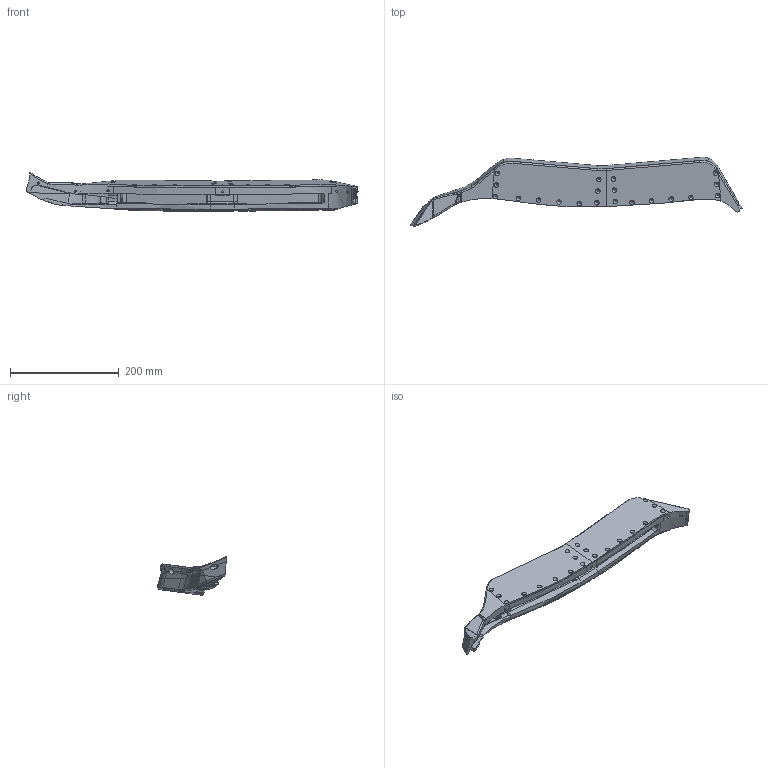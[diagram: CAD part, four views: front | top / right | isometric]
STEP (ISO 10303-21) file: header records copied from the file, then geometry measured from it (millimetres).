
FILE_DESCRIPTION(/* description */ (''),/* implementation_level */ '2;1');
FILE_NAME(/* name */ 'Faraday R2 wings.stp',/* time_stamp */ '2015-10-24T17:29:06+02:00',/* author */ (''),/* organization */ (''),/* preprocessor_version */ 'ST-DEVELOPER v15.2',/* originating_system */ 'Autodesk Translator Framework v2.0.0.5431',/* authorisation */ '');
FILE_SCHEMA (('AUTOMOTIVE_DESIGN { 1 0 10303 214 3 1 1 }'));
Products named in the file (1): Faraday R2 wings
Bounding box: 609.41 x 127.87 x 70.64 mm (x, y, z)
Volume: 710673.5 mm3; surface area: 285614.3 mm2
Topology: 10 solids, 10 shells, 641 faces, 1795 edges, 1225 vertices
Faces by surface type: plane 241, bspline 196, cylinder 148, cone 56
Full cylindrical faces by diameter (mm): 0.002 x1, 0.02 x1, 2 x106, 3 x4, 4 x8, 10 x5
Entity records: 38629 total; most frequent: CARTESIAN_POINT 24862, ORIENTED_EDGE 3094, DIRECTION 1993, EDGE_CURVE 1546, VERTEX_POINT 1158, EDGE_LOOP 982, AXIS2_PLACEMENT_3D 816, B_SPLINE_CURVE_WITH_KNOTS 813
